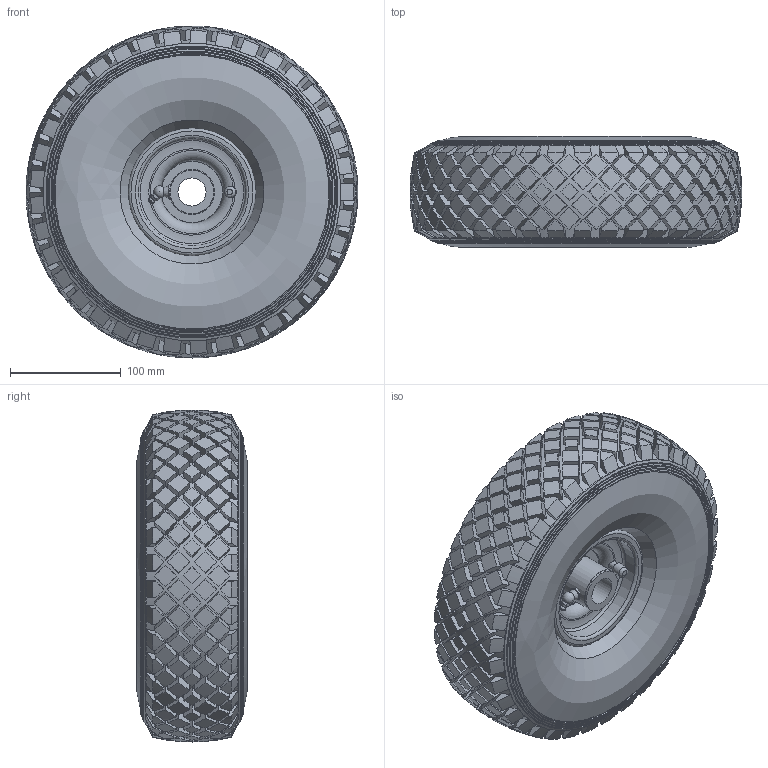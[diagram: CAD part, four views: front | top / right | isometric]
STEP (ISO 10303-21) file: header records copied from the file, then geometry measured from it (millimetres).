
FILE_DESCRIPTION(/* description */ (''),/* implementation_level */ '2;1');
FILE_NAME(/* name */ 'PTW12-1.step',/* time_stamp */ '2025-05-30T15:58:10+01:00',/* author */ (''),/* organization */ (''),/* preprocessor_version */ 'ST-DEVELOPER v20.1',/* originating_system */ 'Autodesk Translation Framework v14.10.0.0',/* authorisation */ '');
FILE_SCHEMA (('AUTOMOTIVE_DESIGN { 1 0 10303 214 3 1 1 }'));
Length unit declared in the file: millimetre
Products named in the file (12): PTW12-1; PTW12 - MULE v3; RIM; STEEL RIM; 1; TYRE; inner tube; valve; PB BUSH 25.4-PCP/PTW v2; PB BUSH 25.4-PCP/PTW; PB BUSH 25.4-PCP/PTW v2 (1); PB BUSH 25.4-PCP/PTW (1)
Assembly tree (11 placements, depth 4):
  PTW12-1
    PTW12 - MULE v3
      RIM
        STEEL RIM
        1
      TYRE
      inner tube
      valve
    PB BUSH 25.4-PCP/PTW v2
      PB BUSH 25.4-PCP/PTW
    PB BUSH 25.4-PCP/PTW v2 (1)
      PB BUSH 25.4-PCP/PTW (1)
Bounding box: 299.89 x 100.02 x 299.98 mm (x, y, z)
Volume: 1653495.5 mm3; surface area: 888727.5 mm2
Topology: 8 solids, 10 shells, 2877 faces, 7229 edges, 4743 vertices
Faces by surface type: plane 2192, sphere 264, bspline 230, cone 119, torus 43, cylinder 29
Full cylindrical faces by diameter (mm): 1.1 x2, 6 x1, 7 x4, 8 x1, 10 x1, 25.4 x2, 34 x2, 35 x3, 39.5 x2, 40 x2, 59.25 x1, 97.25 x2, 100.25 x2, 104.25 x2, 115.247 x2
Entity records: 95764 total; most frequent: CARTESIAN_POINT 32825, ORIENTED_EDGE 14446, DIRECTION 10735, EDGE_CURVE 7223, VERTEX_POINT 4743, AXIS2_PLACEMENT_3D 4266, EDGE_LOOP 3270, B_SPLINE_CURVE_WITH_KNOTS 3146
